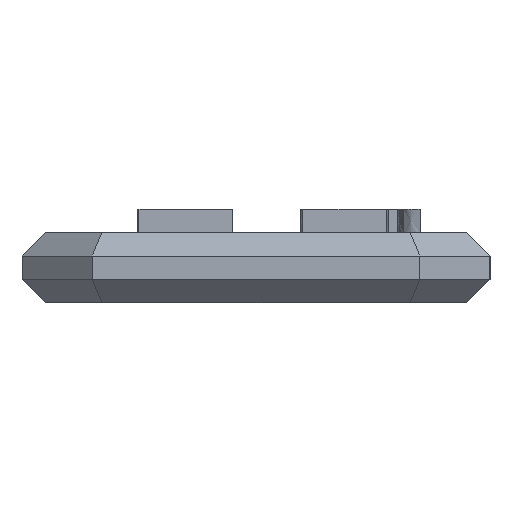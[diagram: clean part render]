
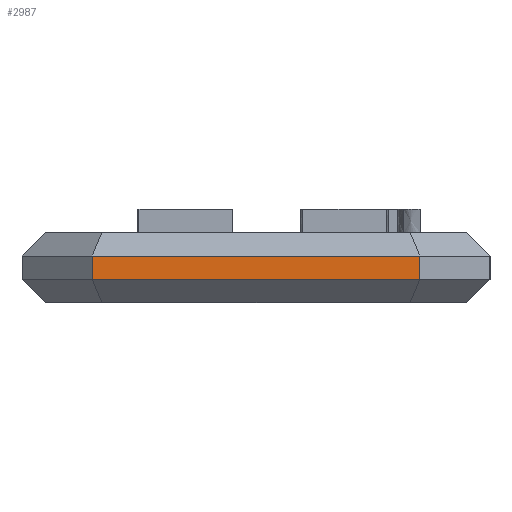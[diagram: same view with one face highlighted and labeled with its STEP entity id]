
A CAD part, left-side view. The second image highlights one B-rep face of the part: STEP entity #2987.
In plain terms, the highlighted planar face has unit normal (-1, 0, 0).
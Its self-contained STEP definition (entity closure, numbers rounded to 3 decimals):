
#2987=ADVANCED_FACE('',(#5965),#5967,.T.);
#5965=FACE_BOUND('',#5966,.T.);
#5966=EDGE_LOOP('',(#8807,#8808,#8809,#8810));
#5967=PLANE('',#5968);
#5968=AXIS2_PLACEMENT_3D('',#5969,#5970,#5971);
#5969=CARTESIAN_POINT('',(-30.,10.,0.));
#5970=DIRECTION('',(-1.,0.,0.));
#5971=DIRECTION('',(0.,-1.,0.));
#8807=ORIENTED_EDGE('',*,*,#9941,.T.);
#8808=ORIENTED_EDGE('',*,*,#10581,.T.);
#8809=ORIENTED_EDGE('',*,*,#9966,.F.);
#8810=ORIENTED_EDGE('',*,*,#10582,.F.);
#9941=EDGE_CURVE('',#11440,#11441,#11442,.T.);
#9966=EDGE_CURVE('',#11475,#11478,#11479,.T.);
#10581=EDGE_CURVE('',#11441,#11478,#12400,.T.);
#10582=EDGE_CURVE('',#11440,#11475,#12401,.T.);
#11440=VERTEX_POINT('',#14045);
#11441=VERTEX_POINT('',#14046);
#11442=LINE('',#14047,#14048);
#11475=VERTEX_POINT('',#14126);
#11478=VERTEX_POINT('',#14133);
#11479=LINE('',#14134,#14135);
#12400=LINE('',#16285,#16286);
#12401=LINE('',#16288,#16289);
#14045=CARTESIAN_POINT('',(-30.,7.,1.));
#14046=CARTESIAN_POINT('',(-30.,-7.,1.));
#14047=CARTESIAN_POINT('',(-30.,7.,1.));
#14048=VECTOR('',#14049,1.);
#14049=DIRECTION('',(0.,-1.,0.));
#14126=CARTESIAN_POINT('',(-30.,7.,2.));
#14133=CARTESIAN_POINT('',(-30.,-7.,2.));
#14134=CARTESIAN_POINT('',(-30.,7.,2.));
#14135=VECTOR('',#14136,1.);
#14136=DIRECTION('',(0.,-1.,0.));
#16285=CARTESIAN_POINT('',(-30.,-7.,1.));
#16286=VECTOR('',#16287,1.);
#16287=DIRECTION('',(0.,0.,1.));
#16288=CARTESIAN_POINT('',(-30.,7.,1.));
#16289=VECTOR('',#16290,1.);
#16290=DIRECTION('',(0.,0.,1.));
